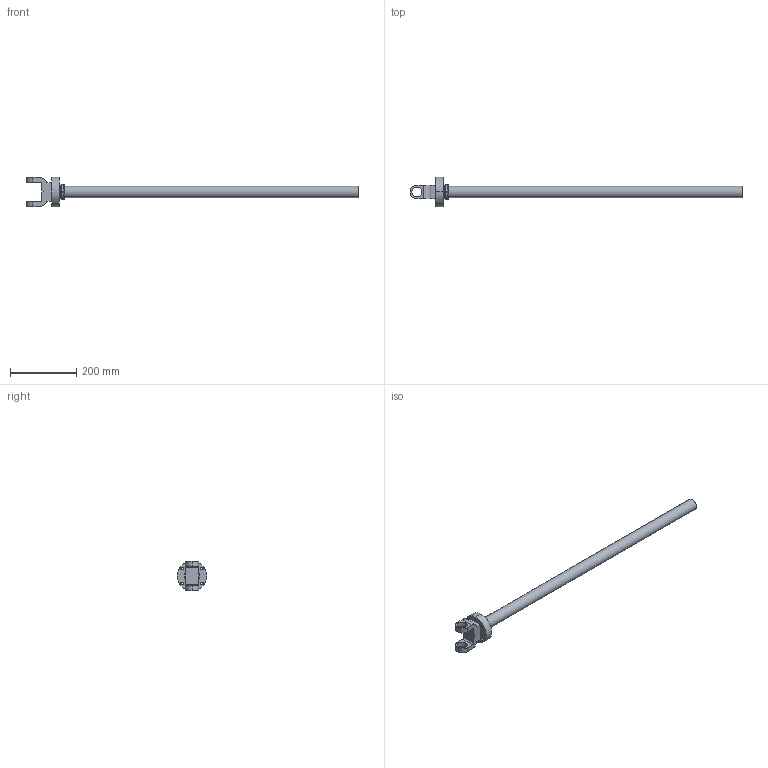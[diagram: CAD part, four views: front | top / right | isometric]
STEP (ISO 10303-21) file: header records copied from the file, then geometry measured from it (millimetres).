
FILE_DESCRIPTION (( 'STEP AP203' ), '1' );
FILE_NAME ('NewCylinder_Default_sldprt.STEP', '2021-08-05T09:22:49', ( '' ), ( '' ), 'SwSTEP 2.0', 'SolidWorks 2021', '' );
FILE_SCHEMA (( 'CONFIG_CONTROL_DESIGN' ));
Length unit declared in the file: millimetre
Products named in the file (1): NewCylinder_Default_sldprt
Bounding box: 1003.75 x 90 x 90 mm (x, y, z)
Volume: 663900.5 mm3; surface area: 215825.3 mm2
Topology: 1 solids, 3 shells, 89 faces, 220 edges, 146 vertices
Faces by surface type: cylinder 46, plane 35, cone 8
Entity records: 2861 total; most frequent: CARTESIAN_POINT 582, DIRECTION 478, ORIENTED_EDGE 440, EDGE_CURVE 220, AXIS2_PLACEMENT_3D 190, VERTEX_POINT 146, EDGE_LOOP 112, CIRCLE 100
